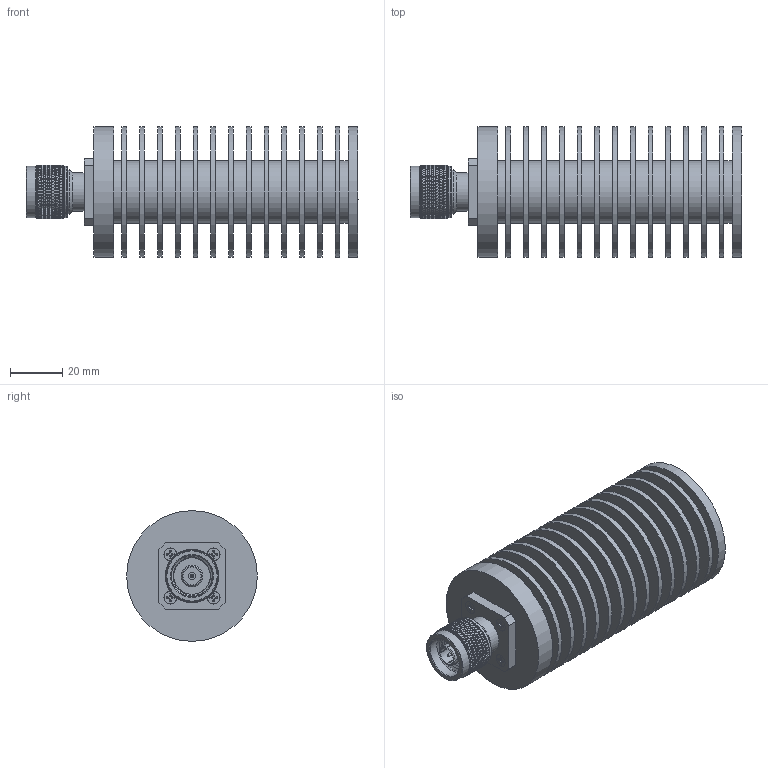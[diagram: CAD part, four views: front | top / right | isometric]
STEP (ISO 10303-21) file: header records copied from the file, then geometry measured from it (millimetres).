
FILE_DESCRIPTION (( 'STEP AP203' ), '1' );
FILE_NAME ('PE6189_3D.step', '2020-12-15T22:47:33', ( '' ), ( '' ), 'SwSTEP 2.0', 'SolidWorks 2018', '' );
FILE_SCHEMA (( 'CONFIG_CONTROL_DESIGN' ));
Length unit declared in the file: inch
Products named in the file (1): PE6189_3D
Bounding box: 127 x 50 x 50 mm (x, y, z)
Volume: 104783.3 mm3; surface area: 60563.1 mm2
Topology: 1 solids, 1 shells, 3051 faces, 6878 edges, 3941 vertices
Faces by surface type: bspline 2004, cylinder 501, plane 498, cone 48
Full cylindrical faces by diameter (mm): 1.524 x1, 2.794 x1, 4.953 x4, 6.985 x1, 8.255 x1, 14.635 x1, 15.875 x5, 17.175 x1, 19.715 x2, 23.749 x14, 28.575 x1, 28.829 x1, 50 x15
Entity records: 119688 total; most frequent: CARTESIAN_POINT 73298, ORIENTED_EDGE 13604, EDGE_CURVE 6802, DIRECTION 4108, VERTEX_POINT 3926, EDGE_LOOP 3214, FACE_OUTER_BOUND 3091, ADVANCED_FACE 3046
